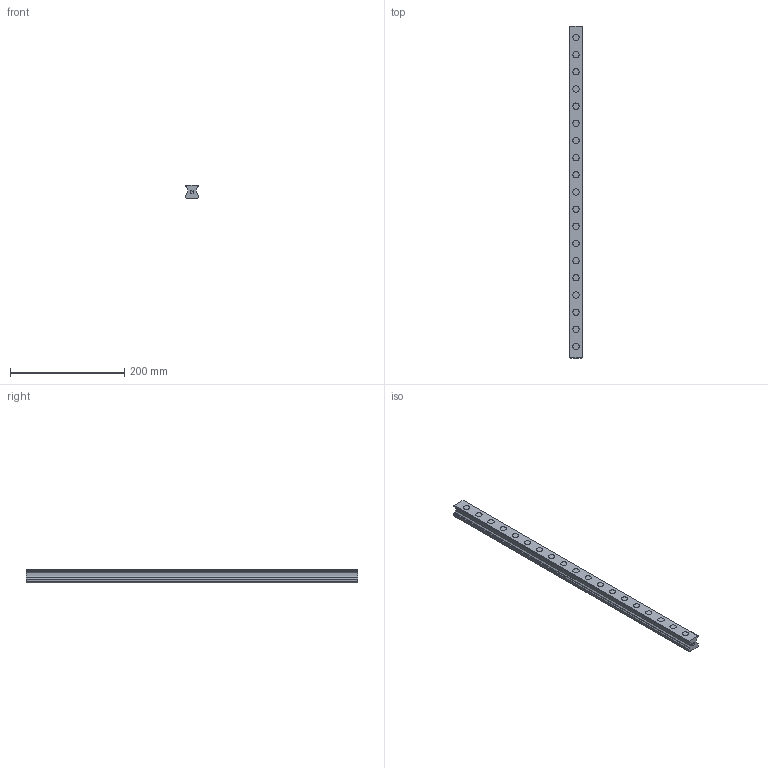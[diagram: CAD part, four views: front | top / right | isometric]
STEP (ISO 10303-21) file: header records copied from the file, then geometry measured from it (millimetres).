
FILE_DESCRIPTION(('STEP AP214'),'1');
FILE_NAME('cctmp_10EA7A2D-ED35-495B-AE65-F102E7E714C2_2021_03_11_09_34_50_0790..stp','2021-03-11T08:34:51',('HIWIN GmbH'),('CADClick - www.CADClick.com'),'Spatial InterOp 3D',' ','unknown authorization');
FILE_SCHEMA(('AUTOMOTIVE_DESIGN'));
Length unit declared in the file: millimetre
Products named in the file (1): RGR25R580H_FILE
Bounding box: 23 x 580 x 23.6 mm (x, y, z)
Volume: 233034.3 mm3; surface area: 72454.1 mm2
Topology: 1 solids, 1 shells, 288 faces, 675 edges, 450 vertices
Faces by surface type: plane 156, cylinder 132
Entity records: 10651 total; most frequent: DIRECTION 1517, CARTESIAN_POINT 1414, ORIENTED_EDGE 1350, EDGE_CURVE 675, AXIS2_PLACEMENT_3D 553, VERTEX_POINT 450, LINE 411, VECTOR 411
